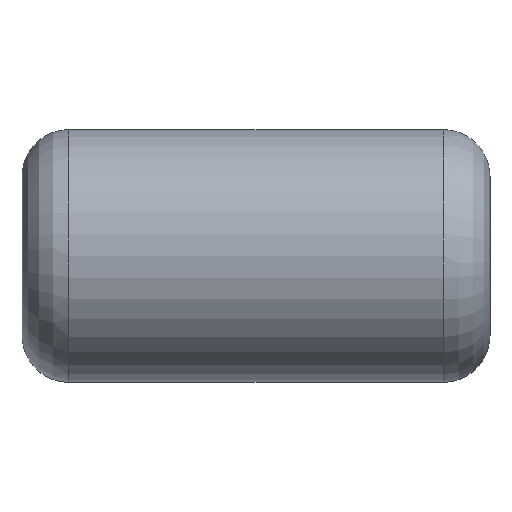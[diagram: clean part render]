
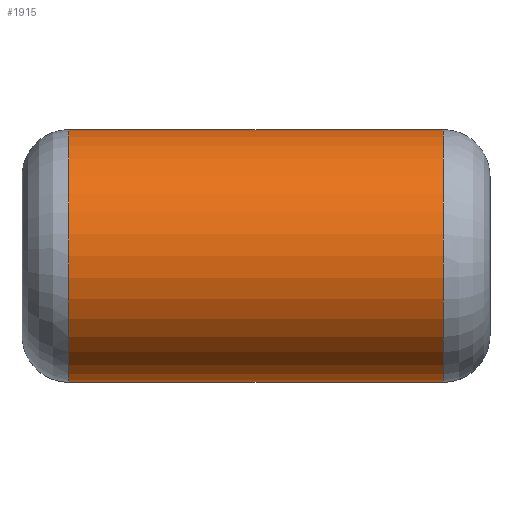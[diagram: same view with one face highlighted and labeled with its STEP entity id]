
A CAD part, top view. The second image highlights one B-rep face of the part: STEP entity #1915.
In plain terms, the highlighted cylindrical face has radius 3.4 mm (diameter 6.8 mm), a partial arc.
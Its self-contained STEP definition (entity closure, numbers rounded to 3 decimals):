
#1515=CARTESIAN_POINT('',(5.04,3.4,11.8));
#1516=VERTEX_POINT('',#1515);
#1565=CARTESIAN_POINT('',(-5.04,3.4,11.8));
#1566=VERTEX_POINT('',#1565);
#1684=CARTESIAN_POINT('',(5.04,-3.4,11.8));
#1685=VERTEX_POINT('',#1684);
#1757=CARTESIAN_POINT('',(-0.0,3.4,11.8));
#1758=DIRECTION('',(-1.0,0.0,0.0));
#1759=VECTOR('',#1758,1.0);
#1760=LINE('',#1757,#1759);
#1761=EDGE_CURVE('n� 72',#1516,#1566,#1760,.T.);
#1816=CARTESIAN_POINT('',(-5.04,-3.4,11.8));
#1817=VERTEX_POINT('',#1816);
#1841=CARTESIAN_POINT('',(0.0,-3.4,11.8));
#1842=DIRECTION('',(1.0,-0.0,-0.0));
#1843=VECTOR('',#1842,1.0);
#1844=LINE('',#1841,#1843);
#1845=EDGE_CURVE('n� 10',#1817,#1685,#1844,.T.);
#1862=CARTESIAN_POINT('',(5.04,-0.0,11.8));
#1863=DIRECTION('',(-1.0,-0.0,-0.0));
#1864=DIRECTION('',(0.0,1.0,0.0));
#1865=AXIS2_PLACEMENT_3D('',#1862,#1863,#1864);
#1866=CIRCLE('',#1865,3.4);
#1867=EDGE_CURVE('n� 14',#1685,#1516,#1866,.T.);
#1882=CARTESIAN_POINT('',(-5.04,-0.0,11.8));
#1883=DIRECTION('',(1.0,0.0,0.0));
#1884=DIRECTION('',(0.0,1.0,0.0));
#1885=AXIS2_PLACEMENT_3D('',#1882,#1883,#1884);
#1886=CIRCLE('',#1885,3.4);
#1887=EDGE_CURVE('n� 21',#1566,#1817,#1886,.T.);
#1904=ORIENTED_EDGE('',*,*,#1867,.T.);
#1905=ORIENTED_EDGE('',*,*,#1761,.T.);
#1906=ORIENTED_EDGE('',*,*,#1887,.T.);
#1907=ORIENTED_EDGE('',*,*,#1845,.T.);
#1908=EDGE_LOOP('',(#1904,#1905,#1906,#1907));
#1909=FACE_OUTER_BOUND('',#1908,.T.);
#1910=CARTESIAN_POINT('',(0.0,-0.0,11.8));
#1911=DIRECTION('',(1.0,0.0,0.0));
#1912=DIRECTION('',(0.0,1.0,0.0));
#1913=AXIS2_PLACEMENT_3D('',#1910,#1911,#1912);
#1914=CYLINDRICAL_SURFACE('',#1913,3.4);
#1915=ADVANCED_FACE('n� 2',(#1909),#1914,.T.);
